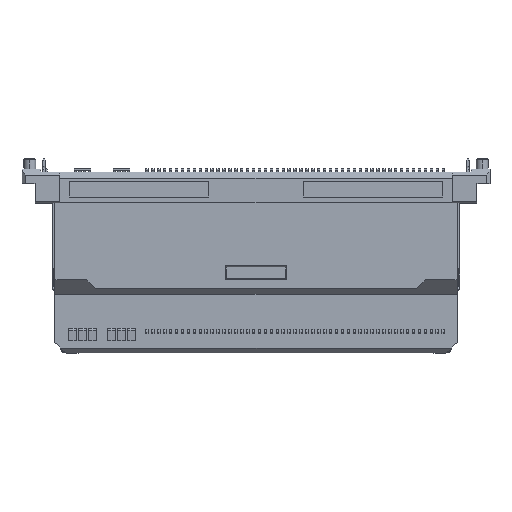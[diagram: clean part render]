
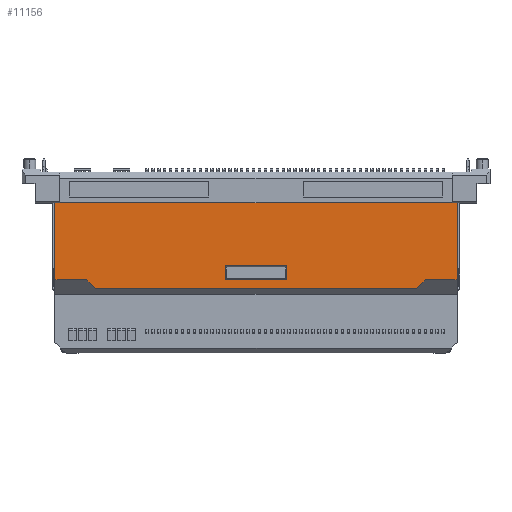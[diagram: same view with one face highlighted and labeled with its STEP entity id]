
A CAD part, top view. The second image highlights one B-rep face of the part: STEP entity #11156.
In plain terms, the highlighted planar face has unit normal (0, 0, 1).
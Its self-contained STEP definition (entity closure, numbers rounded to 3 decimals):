
#261 = CARTESIAN_POINT ( 'NONE',  ( 16.97, -10.1, 2.65 ) ) ;
#1500 = CARTESIAN_POINT ( 'NONE',  ( 2.6, -8.2, 2.65 ) ) ;
#3438 = VERTEX_POINT ( 'NONE', #36711 ) ;
#3932 = CARTESIAN_POINT ( 'NONE',  ( 16.97, -9.4, 2.65 ) ) ;
#4232 = CARTESIAN_POINT ( 'NONE',  ( 16.97, -2.9, 2.65 ) ) ;
#5225 = VERTEX_POINT ( 'NONE', #4232 ) ;
#5317 = LINE ( 'NONE', #13399, #25796 ) ;
#5716 = LINE ( 'NONE', #42391, #46669 ) ;
#5921 = VECTOR ( 'NONE', #12470, 1000. ) ;
#6191 = LINE ( 'NONE', #45904, #37603 ) ;
#8045 = PLANE ( 'NONE',  #12601 ) ;
#8316 = CARTESIAN_POINT ( 'NONE',  ( 16.97, -0.4, 2.65 ) ) ;
#8336 = VERTEX_POINT ( 'NONE', #27204 ) ;
#8497 = VERTEX_POINT ( 'NONE', #40832 ) ;
#8694 = VERTEX_POINT ( 'NONE', #29864 ) ;
#9996 = ORIENTED_EDGE ( 'NONE', *, *, #36337, .F. ) ;
#10004 = VERTEX_POINT ( 'NONE', #23086 ) ;
#10355 = EDGE_CURVE ( 'NONE', #44497, #25630, #24935, .T. ) ;
#10613 = ORIENTED_EDGE ( 'NONE', *, *, #40850, .F. ) ;
#11156 = ADVANCED_FACE ( 'NONE', ( #49115, #27412 ), #8045, .F. ) ;
#11230 = CARTESIAN_POINT ( 'NONE',  ( -2.6, -0.4, 2.65 ) ) ;
#11473 = ORIENTED_EDGE ( 'NONE', *, *, #36115, .F. ) ;
#11571 = EDGE_CURVE ( 'NONE', #8497, #36136, #50345, .T. ) ;
#11871 = EDGE_CURVE ( 'NONE', #34778, #3438, #6191, .T. ) ;
#12376 = ORIENTED_EDGE ( 'NONE', *, *, #11571, .F. ) ;
#12470 = DIRECTION ( 'NONE',  ( 0., -1., 0. ) ) ;
#12601 = AXIS2_PLACEMENT_3D ( 'NONE', #41030, #45100, #20622 ) ;
#12782 = VECTOR ( 'NONE', #17157, 1000. ) ;
#13399 = CARTESIAN_POINT ( 'NONE',  ( 14.27, -9.4, 2.65 ) ) ;
#13614 = EDGE_CURVE ( 'NONE', #10004, #44497, #36847, .T. ) ;
#14331 = LINE ( 'NONE', #3932, #36081 ) ;
#16221 = EDGE_LOOP ( 'NONE', ( #12376, #25833, #44765, #24062 ) ) ;
#16575 = LINE ( 'NONE', #42030, #49156 ) ;
#17157 = DIRECTION ( 'NONE',  ( -0.707, 0.707, 0. ) ) ;
#17334 = DIRECTION ( 'NONE',  ( -1., 0., 0. ) ) ;
#17476 = DIRECTION ( 'NONE',  ( 0., 1., 0. ) ) ;
#17755 = VECTOR ( 'NONE', #31874, 1000. ) ;
#18751 = EDGE_CURVE ( 'NONE', #22182, #8497, #34583, .T. ) ;
#20622 = DIRECTION ( 'NONE',  ( -1., 0., 0. ) ) ;
#20737 = ORIENTED_EDGE ( 'NONE', *, *, #41626, .T. ) ;
#21623 = DIRECTION ( 'NONE',  ( -0.707, -0.707, 0. ) ) ;
#21747 = ORIENTED_EDGE ( 'NONE', *, *, #51221, .F. ) ;
#21964 = ORIENTED_EDGE ( 'NONE', *, *, #11871, .F. ) ;
#22182 = VERTEX_POINT ( 'NONE', #1500 ) ;
#22792 = CARTESIAN_POINT ( 'NONE',  ( -14.27, -9.4, 2.65 ) ) ;
#23086 = CARTESIAN_POINT ( 'NONE',  ( 13.57, -10.1, 2.65 ) ) ;
#23231 = EDGE_CURVE ( 'NONE', #8694, #22182, #16575, .T. ) ;
#23666 = VECTOR ( 'NONE', #40121, 1000. ) ;
#24062 = ORIENTED_EDGE ( 'NONE', *, *, #41713, .F. ) ;
#24312 = DIRECTION ( 'NONE',  ( -1., 0., 0. ) ) ;
#24474 = CARTESIAN_POINT ( 'NONE',  ( -2.6, -9.4, 2.65 ) ) ;
#24935 = LINE ( 'NONE', #25383, #12782 ) ;
#25383 = CARTESIAN_POINT ( 'NONE',  ( -13.57, -10.1, 2.65 ) ) ;
#25630 = VERTEX_POINT ( 'NONE', #22792 ) ;
#25796 = VECTOR ( 'NONE', #21623, 1000. ) ;
#25833 = ORIENTED_EDGE ( 'NONE', *, *, #18751, .F. ) ;
#27204 = CARTESIAN_POINT ( 'NONE',  ( 16.97, -9.4, 2.65 ) ) ;
#27412 = FACE_BOUND ( 'NONE', #16221, .T. ) ;
#27497 = VERTEX_POINT ( 'NONE', #30660 ) ;
#28882 = VECTOR ( 'NONE', #32318, 1000. ) ;
#29864 = CARTESIAN_POINT ( 'NONE',  ( 2.6, -9.4, 2.65 ) ) ;
#30660 = CARTESIAN_POINT ( 'NONE',  ( 14.27, -9.4, 2.65 ) ) ;
#31385 = LINE ( 'NONE', #41876, #53036 ) ;
#31874 = DIRECTION ( 'NONE',  ( 0., -1., 0. ) ) ;
#32045 = CARTESIAN_POINT ( 'NONE',  ( -16.97, -9.4, 2.65 ) ) ;
#32318 = DIRECTION ( 'NONE',  ( -1., 0., 0. ) ) ;
#34015 = ORIENTED_EDGE ( 'NONE', *, *, #10355, .F. ) ;
#34583 = LINE ( 'NONE', #47899, #23666 ) ;
#34778 = VERTEX_POINT ( 'NONE', #32045 ) ;
#36081 = VECTOR ( 'NONE', #24312, 1000. ) ;
#36115 = EDGE_CURVE ( 'NONE', #8336, #27497, #14331, .T. ) ;
#36136 = VERTEX_POINT ( 'NONE', #24474 ) ;
#36337 = EDGE_CURVE ( 'NONE', #27497, #10004, #5317, .T. ) ;
#36552 = EDGE_LOOP ( 'NONE', ( #21964, #10613, #34015, #42122, #9996, #11473, #21747, #20737 ) ) ;
#36711 = CARTESIAN_POINT ( 'NONE',  ( -16.97, -2.9, 2.65 ) ) ;
#36847 = LINE ( 'NONE', #261, #46396 ) ;
#36976 = DIRECTION ( 'NONE',  ( -1., 0., 0. ) ) ;
#37603 = VECTOR ( 'NONE', #49968, 1000. ) ;
#38558 = CARTESIAN_POINT ( 'NONE',  ( -13.57, -10.1, 2.65 ) ) ;
#38607 = LINE ( 'NONE', #8316, #5921 ) ;
#39806 = LINE ( 'NONE', #44615, #28882 ) ;
#40121 = DIRECTION ( 'NONE',  ( -1., 0., 0. ) ) ;
#40832 = CARTESIAN_POINT ( 'NONE',  ( -2.6, -8.2, 2.65 ) ) ;
#40850 = EDGE_CURVE ( 'NONE', #25630, #34778, #39806, .T. ) ;
#41030 = CARTESIAN_POINT ( 'NONE',  ( 16.97, -0.4, 2.65 ) ) ;
#41626 = EDGE_CURVE ( 'NONE', #5225, #3438, #31385, .T. ) ;
#41713 = EDGE_CURVE ( 'NONE', #36136, #8694, #5716, .T. ) ;
#41876 = CARTESIAN_POINT ( 'NONE',  ( -7.362, -2.9, 2.65 ) ) ;
#42030 = CARTESIAN_POINT ( 'NONE',  ( 2.6, -0.4, 2.65 ) ) ;
#42122 = ORIENTED_EDGE ( 'NONE', *, *, #13614, .F. ) ;
#42391 = CARTESIAN_POINT ( 'NONE',  ( 16.97, -9.4, 2.65 ) ) ;
#44497 = VERTEX_POINT ( 'NONE', #38558 ) ;
#44615 = CARTESIAN_POINT ( 'NONE',  ( 16.97, -9.4, 2.65 ) ) ;
#44765 = ORIENTED_EDGE ( 'NONE', *, *, #23231, .F. ) ;
#45100 = DIRECTION ( 'NONE',  ( 0., 0., -1. ) ) ;
#45904 = CARTESIAN_POINT ( 'NONE',  ( -16.97, -0.4, 2.65 ) ) ;
#46396 = VECTOR ( 'NONE', #36976, 1000. ) ;
#46669 = VECTOR ( 'NONE', #50544, 1000. ) ;
#47899 = CARTESIAN_POINT ( 'NONE',  ( 16.97, -8.2, 2.65 ) ) ;
#49115 = FACE_OUTER_BOUND ( 'NONE', #36552, .T. ) ;
#49156 = VECTOR ( 'NONE', #17476, 1000. ) ;
#49968 = DIRECTION ( 'NONE',  ( 0., 1., 0. ) ) ;
#50345 = LINE ( 'NONE', #11230, #17755 ) ;
#50544 = DIRECTION ( 'NONE',  ( 1., 0., 0. ) ) ;
#51221 = EDGE_CURVE ( 'NONE', #5225, #8336, #38607, .T. ) ;
#53036 = VECTOR ( 'NONE', #17334, 1000. ) ;
